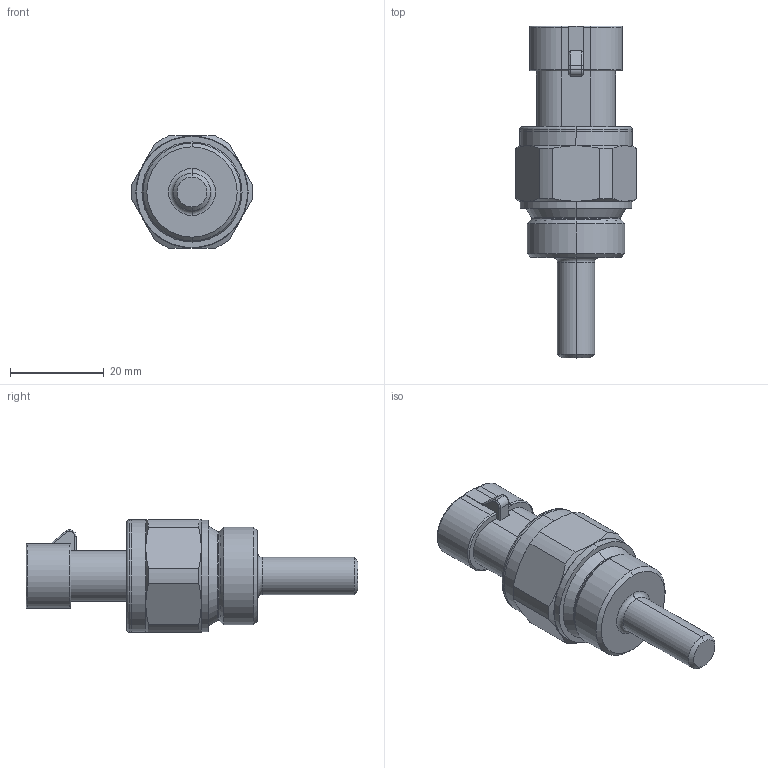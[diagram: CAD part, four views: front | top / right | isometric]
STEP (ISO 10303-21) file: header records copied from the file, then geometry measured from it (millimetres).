
FILE_DESCRIPTION (( 'STEP AP214' ), '1' );
FILE_NAME ('580.STEP', '2020-02-13T10:28:22', ( '' ), ( '' ), 'SwSTEP 2.0', 'SolidWorks 2019', '' );
FILE_SCHEMA (( 'AUTOMOTIVE_DESIGN' ));
Length unit declared in the file: millimetre
Products named in the file (1): 580
Bounding box: 25.98 x 71 x 24 mm (x, y, z)
Surface area: 5598.5 mm2 (no closed solid volume)
Topology: 0 solids, 3 shells, 203 faces, 772 edges, 542 vertices
Faces by surface type: plane 98, cylinder 42, torus 22, cone 22, bspline 19
Entity records: 11892 total; most frequent: CARTESIAN_POINT 3471, ORIENTED_EDGE 1202, DIRECTION 1174, EDGE_CURVE 772, VERTEX_POINT 542, VECTOR 516, LINE 516, AXIS2_PLACEMENT_3D 329
